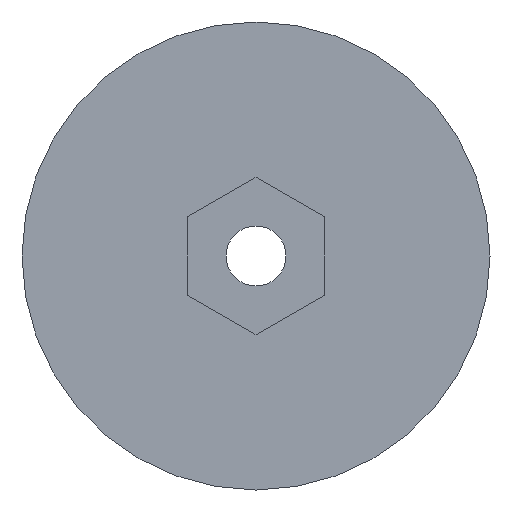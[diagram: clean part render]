
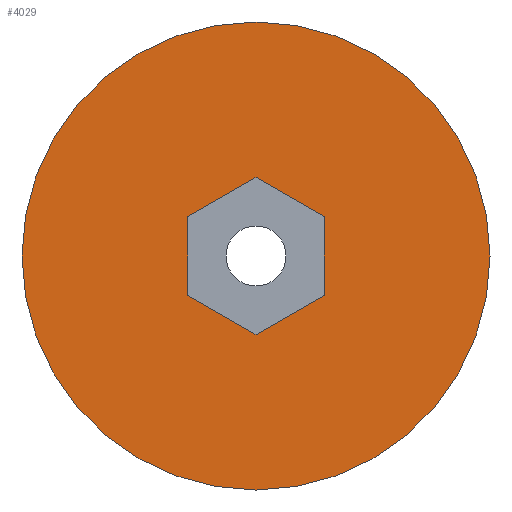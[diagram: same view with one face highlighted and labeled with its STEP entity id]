
A CAD part, left-side view. The second image highlights one B-rep face of the part: STEP entity #4029.
In plain terms, the highlighted planar face has unit normal (-1, 0, 0).
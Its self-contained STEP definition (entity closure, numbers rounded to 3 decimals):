
#115=CARTESIAN_POINT('',(0.,0.,0.));
#116=DIRECTION('',(-1.,0.,0.));
#117=DIRECTION('',(0.,1.,0.));
#118=AXIS2_PLACEMENT_3D('',#115,#116,#117);
#120=CARTESIAN_POINT('',(0.,0.,0.));
#121=DIRECTION('',(-1.,0.,0.));
#122=DIRECTION('',(0.,-1.,0.));
#123=AXIS2_PLACEMENT_3D('',#120,#121,#122);
#125=DIRECTION('',(0.,-0.866,-0.5));
#126=VECTOR('',#125,1.732);
#127=CARTESIAN_POINT('',(0.,0.,1.732));
#128=LINE('',#127,#126);
#129=DIRECTION('',(0.,-0.866,0.5));
#130=VECTOR('',#129,1.732);
#131=CARTESIAN_POINT('',(0.,1.5,0.866));
#132=LINE('',#131,#130);
#133=DIRECTION('',(0.,0.,1.));
#134=VECTOR('',#133,1.732);
#135=CARTESIAN_POINT('',(0.,1.5,-0.866));
#136=LINE('',#135,#134);
#137=DIRECTION('',(0.,0.866,0.5));
#138=VECTOR('',#137,1.732);
#139=CARTESIAN_POINT('',(0.,0.,-1.732));
#140=LINE('',#139,#138);
#141=DIRECTION('',(0.,0.866,-0.5));
#142=VECTOR('',#141,1.732);
#143=CARTESIAN_POINT('',(0.,-1.5,-0.866));
#144=LINE('',#143,#142);
#145=DIRECTION('',(0.,0.,-1.));
#146=VECTOR('',#145,1.732);
#147=CARTESIAN_POINT('',(0.,-1.5,0.866));
#148=LINE('',#147,#146);
#3937=CARTESIAN_POINT('',(0.,0.,1.732));
#3938=CARTESIAN_POINT('',(0.,-1.5,0.866));
#3939=VERTEX_POINT('',#3937);
#3940=VERTEX_POINT('',#3938);
#3941=CARTESIAN_POINT('',(0.,-1.5,-0.866));
#3942=VERTEX_POINT('',#3941);
#3943=CARTESIAN_POINT('',(0.,0.,-1.732));
#3944=VERTEX_POINT('',#3943);
#3945=CARTESIAN_POINT('',(0.,1.5,-0.866));
#3946=VERTEX_POINT('',#3945);
#3947=CARTESIAN_POINT('',(0.,1.5,0.866));
#3948=VERTEX_POINT('',#3947);
#3965=CARTESIAN_POINT('',(0.,5.158,0.));
#3966=CARTESIAN_POINT('',(0.,-5.158,0.));
#3967=VERTEX_POINT('',#3965);
#3968=VERTEX_POINT('',#3966);
#4004=CARTESIAN_POINT('',(0.,0.,0.));
#4005=DIRECTION('',(1.,0.,0.));
#4006=DIRECTION('',(0.,-1.,0.));
#4007=AXIS2_PLACEMENT_3D('',#4004,#4005,#4006);
#4008=PLANE('',#4007);
#4010=ORIENTED_EDGE('',*,*,#4009,.F.);
#4012=ORIENTED_EDGE('',*,*,#4011,.F.);
#4013=EDGE_LOOP('',(#4010,#4012));
#4014=FACE_OUTER_BOUND('',#4013,.F.);
#4016=ORIENTED_EDGE('',*,*,#4015,.F.);
#4018=ORIENTED_EDGE('',*,*,#4017,.F.);
#4020=ORIENTED_EDGE('',*,*,#4019,.F.);
#4022=ORIENTED_EDGE('',*,*,#4021,.F.);
#4024=ORIENTED_EDGE('',*,*,#4023,.F.);
#4026=ORIENTED_EDGE('',*,*,#4025,.F.);
#4027=EDGE_LOOP('',(#4016,#4018,#4020,#4022,#4024,#4026));
#4028=FACE_BOUND('',#4027,.F.);
#119=CIRCLE('',#118,5.158);
#124=CIRCLE('',#123,5.158);
#4009=EDGE_CURVE('',#3967,#3968,#119,.T.);
#4011=EDGE_CURVE('',#3968,#3967,#124,.T.);
#4015=EDGE_CURVE('',#3939,#3940,#128,.T.);
#4017=EDGE_CURVE('',#3948,#3939,#132,.T.);
#4019=EDGE_CURVE('',#3946,#3948,#136,.T.);
#4021=EDGE_CURVE('',#3944,#3946,#140,.T.);
#4023=EDGE_CURVE('',#3942,#3944,#144,.T.);
#4025=EDGE_CURVE('',#3940,#3942,#148,.T.);
#4029=ADVANCED_FACE('',(#4014,#4028),#4008,.F.);
